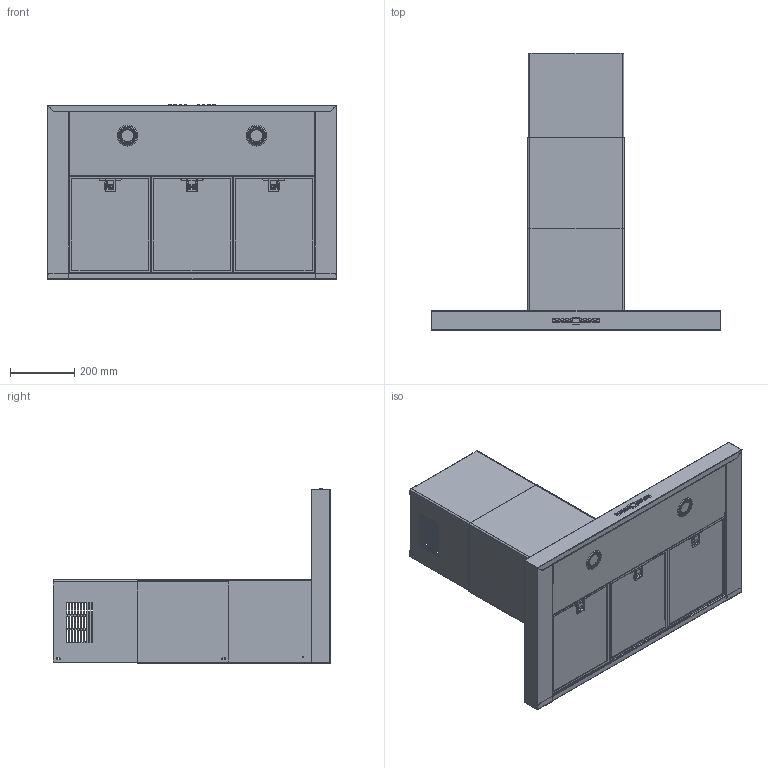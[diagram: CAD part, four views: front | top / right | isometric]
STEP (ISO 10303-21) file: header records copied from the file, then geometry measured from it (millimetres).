
FILE_DESCRIPTION((''),'2;1');
FILE_NAME('28B_719_ASM','2016-06-30T',('MN049'),(''),'PRO/ENGINEER BY PARAMETRIC TECHNOLOGY CORPORATION, 2014200','PRO/ENGINEER BY PARAMETRIC TECHNOLOGY CORPORATION, 2014200','');
FILE_SCHEMA(('CONFIG_CONTROL_DESIGN'));
Length unit declared in the file: millimetre
Products named in the file (15): 28B_001; 28B_701_ASM; 28B_716_ASM; K14_011; K18_003; K18_700_ASM; 28B_003; FIG_021; CME_057; CME_705_ASM; CWA_000B; CWA_4008; CWA_8013_ASM; 28B_710_ASM; 28B_719_ASM
Assembly tree (24 placements, depth 5):
  28B_719_ASM
    28B_710_ASM
      28B_716_ASM
        28B_701_ASM
          28B_001
      K18_700_ASM
        K14_011  x8
        K18_003
      28B_003
      FIG_021  x3
      CME_705_ASM  x2
        CME_057
      CWA_8013_ASM
        CWA_000B
        CWA_4008
Bounding box: 898 x 860.9 x 540.7 mm (x, y, z)
Volume: 1611528.2 mm3; surface area: 4238533 mm2
Topology: 26 solids, 26 shells, 3011 faces, 7486 edges, 4616 vertices
Faces by surface type: plane 1599, cylinder 1110, torus 154, bspline 78, cone 46, sphere 24
Entity records: 65818 total; most frequent: CARTESIAN_POINT 13647, DIRECTION 11006, ORIENTED_EDGE 10624, EDGE_CURVE 5312, AXIS2_PLACEMENT_3D 3719, VECTOR 3568, LINE 3568, VERTEX_POINT 3256
